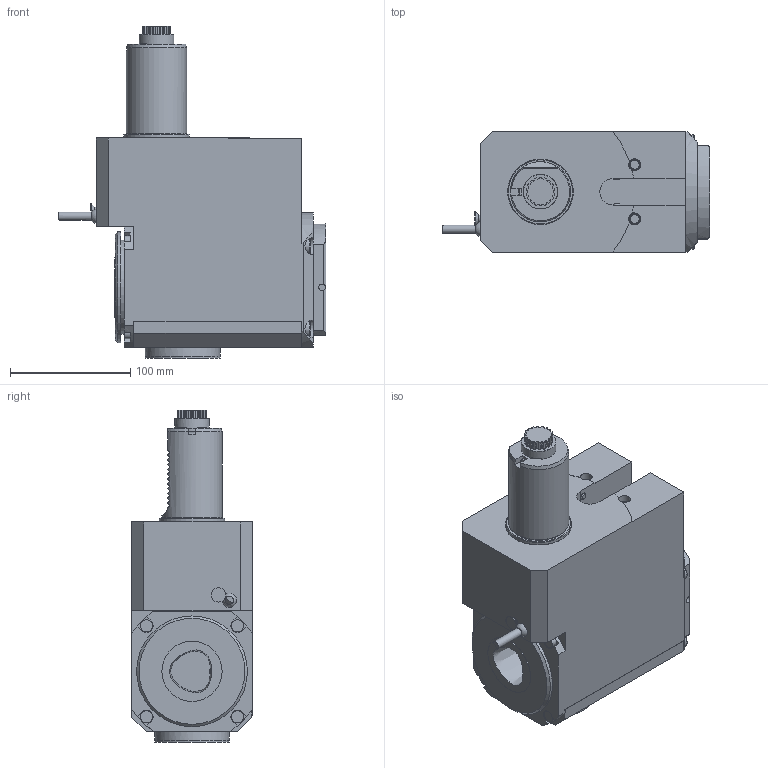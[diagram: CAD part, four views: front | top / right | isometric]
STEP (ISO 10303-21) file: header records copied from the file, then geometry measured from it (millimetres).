
FILE_DESCRIPTION(/* description */ (''),/* implementation_level */ '2;1');
FILE_NAME(/* name */ '1618476695663.stp',/* time_stamp */ '2021-04-15T10:51:43+02:00',/* author */ (''),/* organization */ ('SMS'),/* preprocessor_version */ 'ST-DEVELOPER v16.7',/* originating_system */ 'SIEMENS PLM Software NX 12.0',/* authorisation */ '');
FILE_SCHEMA (('AUTOMOTIVE_DESIGN { 1 0 10303 214 3 1 1 1 }'));
Length unit declared in the file: millimetre
Products named in the file (1): 203483585mod000_00
Bounding box: 222.55 x 100 x 275.7 mm (x, y, z)
Volume: 3017600.2 mm3; surface area: 163838.5 mm2
Topology: 1 solids, 1 shells, 328 faces, 884 edges, 591 vertices
Faces by surface type: plane 187, cylinder 111, torus 14, cone 11, bspline 4, sphere 1
Full cylindrical faces by diameter (mm): 3 x1, 5.5 x2, 6 x1, 7 x1, 8.5 x2, 9 x2, 10 x6, 12 x1, 13 x8, 15 x4, 20.8 x1, 28.8 x1, 36 x1, 50 x2, 54.5 x1, 62 x2, 78 x1, 92 x1
Entity records: 10757 total; most frequent: CARTESIAN_POINT 2616, DIRECTION 1760, ORIENTED_EDGE 1590, EDGE_CURVE 795, AXIS2_PLACEMENT_3D 676, VERTEX_POINT 560, EDGE_LOOP 423, LINE 408
